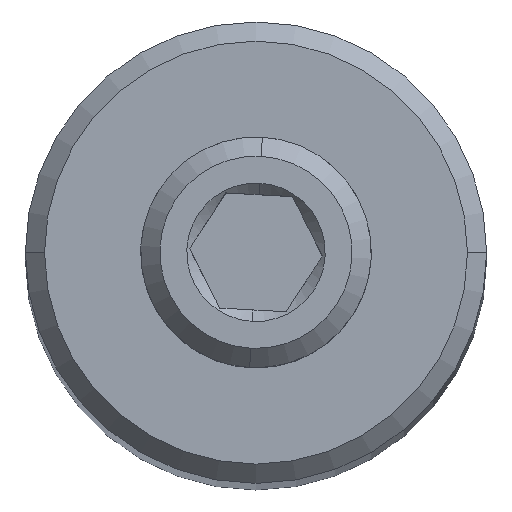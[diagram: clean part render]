
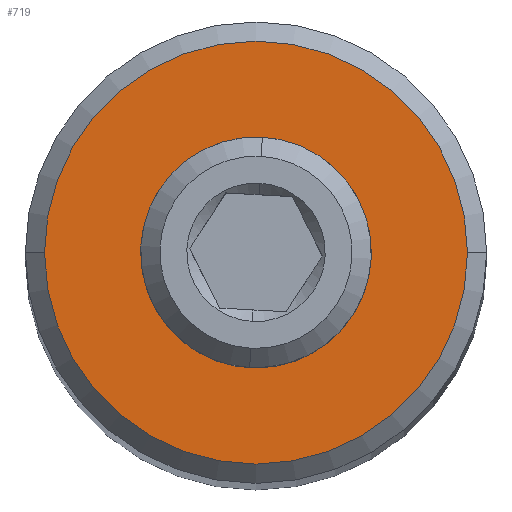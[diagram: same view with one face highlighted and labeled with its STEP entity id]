
A CAD part, top view. The second image highlights one B-rep face of the part: STEP entity #719.
In plain terms, the highlighted planar face has unit normal (0, 0, 1).
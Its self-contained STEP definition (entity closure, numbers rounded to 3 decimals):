
#46 = CARTESIAN_POINT ( 'NONE',  ( 2.75, 0., 25. ) ) ;
#77 = ORIENTED_EDGE ( 'NONE', *, *, #522, .T. ) ;
#131 = EDGE_LOOP ( 'NONE', ( #1455, #1610 ) ) ;
#135 = EDGE_CURVE ( 'NONE', #1355, #1287, #246, .T. ) ;
#158 = AXIS2_PLACEMENT_3D ( 'NONE', #957, #179, #1193 ) ;
#165 = DIRECTION ( 'NONE',  ( 1., 0., 0. ) ) ;
#168 = CIRCLE ( 'NONE', #1178, 2.75 ) ;
#179 = DIRECTION ( 'NONE',  ( 0., 0., 1. ) ) ;
#246 = CIRCLE ( 'NONE', #158, 1.5 ) ;
#249 = ORIENTED_EDGE ( 'NONE', *, *, #511, .T. ) ;
#405 = CIRCLE ( 'NONE', #1046, 1.5 ) ;
#412 = CARTESIAN_POINT ( 'NONE',  ( 0., 0., 25. ) ) ;
#465 = DIRECTION ( 'NONE',  ( 1., 0., 0. ) ) ;
#511 = EDGE_CURVE ( 'NONE', #984, #1353, #1206, .T. ) ;
#522 = EDGE_CURVE ( 'NONE', #1353, #984, #168, .T. ) ;
#552 = AXIS2_PLACEMENT_3D ( 'NONE', #1219, #717, #465 ) ;
#669 = FACE_OUTER_BOUND ( 'NONE', #917, .T. ) ;
#717 = DIRECTION ( 'NONE',  ( 0., 0., 1. ) ) ;
#719 = ADVANCED_FACE ( 'NONE', ( #669, #1051 ), #961, .T. ) ;
#773 = DIRECTION ( 'NONE',  ( 1., 0., 0. ) ) ;
#845 = CARTESIAN_POINT ( 'NONE',  ( -2.75, 0., 25. ) ) ;
#900 = DIRECTION ( 'NONE',  ( 0., 0., 1. ) ) ;
#916 = CARTESIAN_POINT ( 'NONE',  ( 1.5, 0., 25. ) ) ;
#917 = EDGE_LOOP ( 'NONE', ( #249, #77 ) ) ;
#957 = CARTESIAN_POINT ( 'NONE',  ( 0., 0., 25. ) ) ;
#961 = PLANE ( 'NONE',  #552 ) ;
#984 = VERTEX_POINT ( 'NONE', #845 ) ;
#1046 = AXIS2_PLACEMENT_3D ( 'NONE', #1405, #900, #773 ) ;
#1051 = FACE_BOUND ( 'NONE', #131, .T. ) ;
#1104 = EDGE_CURVE ( 'NONE', #1287, #1355, #405, .T. ) ;
#1178 = AXIS2_PLACEMENT_3D ( 'NONE', #412, #1184, #165 ) ;
#1184 = DIRECTION ( 'NONE',  ( 0., 0., 1. ) ) ;
#1193 = DIRECTION ( 'NONE',  ( 1., 0., 0. ) ) ;
#1206 = CIRCLE ( 'NONE', #1559, 2.75 ) ;
#1219 = CARTESIAN_POINT ( 'NONE',  ( 0., 0., 25. ) ) ;
#1287 = VERTEX_POINT ( 'NONE', #916 ) ;
#1312 = CARTESIAN_POINT ( 'NONE',  ( 0., 0., 25. ) ) ;
#1353 = VERTEX_POINT ( 'NONE', #46 ) ;
#1355 = VERTEX_POINT ( 'NONE', #1458 ) ;
#1405 = CARTESIAN_POINT ( 'NONE',  ( 0., 0., 25. ) ) ;
#1438 = DIRECTION ( 'NONE',  ( 1., 0., 0. ) ) ;
#1455 = ORIENTED_EDGE ( 'NONE', *, *, #1104, .F. ) ;
#1458 = CARTESIAN_POINT ( 'NONE',  ( -1.5, 0., 25. ) ) ;
#1559 = AXIS2_PLACEMENT_3D ( 'NONE', #1312, #1578, #1438 ) ;
#1578 = DIRECTION ( 'NONE',  ( 0., 0., 1. ) ) ;
#1610 = ORIENTED_EDGE ( 'NONE', *, *, #135, .F. ) ;
